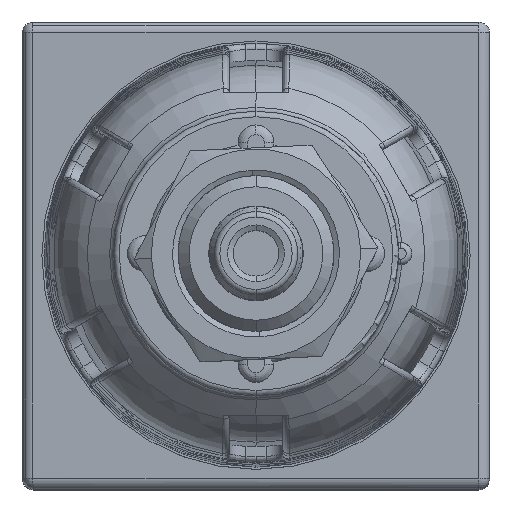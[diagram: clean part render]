
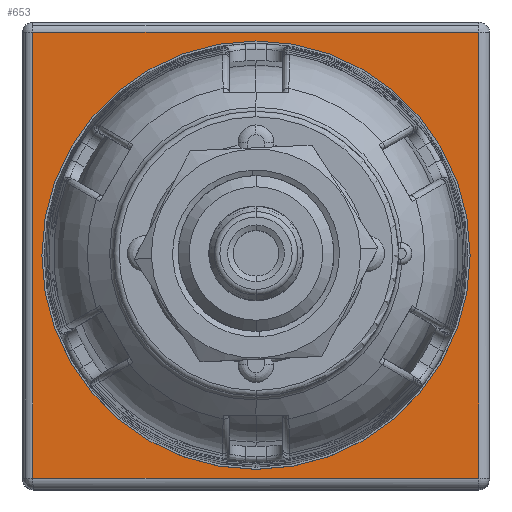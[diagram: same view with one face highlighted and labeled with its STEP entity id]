
A CAD part, top view. The second image highlights one B-rep face of the part: STEP entity #653.
In plain terms, the highlighted planar face has unit normal (0, 0, 1).
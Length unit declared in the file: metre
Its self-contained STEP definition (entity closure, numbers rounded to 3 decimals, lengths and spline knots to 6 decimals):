
#653=ADVANCED_FACE('13:82712',(#2140,#2141),#2142,.T.);
#2140=FACE_BOUND('',#4525,.T.);
#2141=FACE_OUTER_BOUND('',#4526,.T.);
#2142=PLANE('',#4527);
#4525=EDGE_LOOP('',(#13599,#13600));
#4526=EDGE_LOOP('',(#13601,#13602,#13603,#13604));
#4527=AXIS2_PLACEMENT_3D('',#13605,#13606,#13607);
#13599=ORIENTED_EDGE('',*,*,#16950,.T.);
#13600=ORIENTED_EDGE('',*,*,#15397,.T.);
#13601=ORIENTED_EDGE('',*,*,#15507,.F.);
#13602=ORIENTED_EDGE('',*,*,#15511,.F.);
#13603=ORIENTED_EDGE('',*,*,#16934,.T.);
#13604=ORIENTED_EDGE('',*,*,#16351,.T.);
#13605=CARTESIAN_POINT('',(-0.021,0.021,0.02015));
#13606=DIRECTION('',(0.0,0.,1.0));
#13607=DIRECTION('',(0.0,-1.0,0.));
#15397=EDGE_CURVE('42:2838',#17607,#17605,#17608,.T.);
#15507=EDGE_CURVE('17:2521',#17805,#17807,#17808,.T.);
#15511=EDGE_CURVE('17:2545',#17813,#17805,#17815,.T.);
#16351=EDGE_CURVE('13:88688',#19227,#17807,#19231,.T.);
#16934=EDGE_CURVE('13:88058',#17813,#19227,#20151,.T.);
#16950=EDGE_CURVE('42:2838',#17605,#17607,#20171,.T.);
#17605=VERTEX_POINT('',#21099);
#17607=VERTEX_POINT('',#21102);
#17608=CIRCLE('',#21103,0.0192);
#17805=VERTEX_POINT('',#21586);
#17807=VERTEX_POINT('',#21588);
#17808=LINE('',#21589,#21590);
#17813=VERTEX_POINT('',#21596);
#17815=LINE('',#21598,#21599);
#19227=VERTEX_POINT('',#24436);
#19231=LINE('',#24459,#24460);
#20151=LINE('',#26314,#26315);
#20171=CIRCLE('',#26395,0.0192);
#21099=CARTESIAN_POINT('',(0.,0.019232,0.02015));
#21102=CARTESIAN_POINT('',(0.,-0.019168,0.02015));
#21103=AXIS2_PLACEMENT_3D('',#29200,#29201,#29202);
#21586=CARTESIAN_POINT('',(-0.02006,0.02006,0.02015));
#21588=CARTESIAN_POINT('',(0.02,0.02006,0.02015));
#21589=CARTESIAN_POINT('',(0.,0.02006,0.02015));
#21590=VECTOR('',#29398,1.0);
#21596=CARTESIAN_POINT('',(-0.02006,-0.02,0.02015));
#21598=CARTESIAN_POINT('',(-0.02006,0.,0.02015));
#21599=VECTOR('',#29406,1.0);
#24436=CARTESIAN_POINT('',(0.02,-0.02,0.02015));
#24459=CARTESIAN_POINT('',(0.02,0.021,0.02015));
#24460=VECTOR('',#30804,1.0);
#26314=CARTESIAN_POINT('',(-0.021,-0.02,0.02015));
#26315=VECTOR('',#31555,1.0);
#26395=AXIS2_PLACEMENT_3D('',#31586,#31587,#31588);
#29200=CARTESIAN_POINT('',(0.,0.000032,0.02015));
#29201=DIRECTION('',(0.0,0.,-1.0));
#29202=DIRECTION('',(0.0,1.0,0.));
#29398=DIRECTION('',(1.0,0.,0.));
#29406=DIRECTION('',(0.0,1.0,0.));
#30804=DIRECTION('',(0.0,1.0,0.));
#31555=DIRECTION('',(1.0,0.,0.));
#31586=CARTESIAN_POINT('',(0.,0.000032,0.02015));
#31587=DIRECTION('',(0.0,0.,-1.0));
#31588=DIRECTION('',(0.0,1.0,0.));
